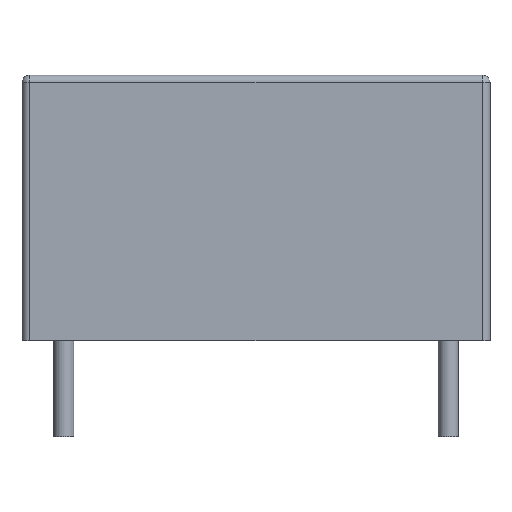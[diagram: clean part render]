
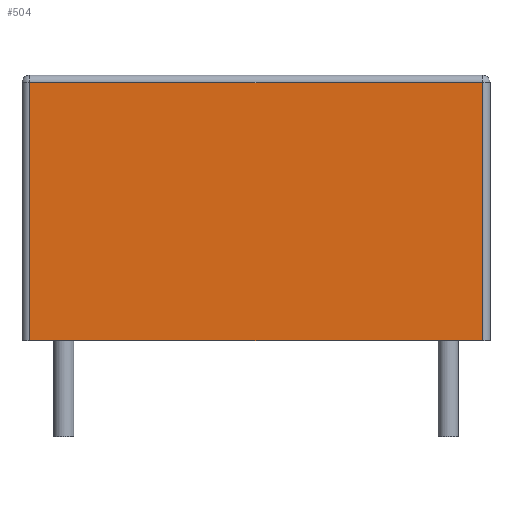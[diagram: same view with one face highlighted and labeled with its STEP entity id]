
A CAD part, front view. The second image highlights one B-rep face of the part: STEP entity #504.
In plain terms, the highlighted planar face has unit normal (0, -1, 0).
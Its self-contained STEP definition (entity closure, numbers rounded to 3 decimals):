
#116=CARTESIAN_POINT('',(8.95,-2.6,10.2));
#117=VERTEX_POINT('',#116);
#175=CARTESIAN_POINT('',(-8.95,-2.6,10.2));
#176=VERTEX_POINT('',#175);
#234=CARTESIAN_POINT('',(-8.95,-2.6,0.0));
#235=VERTEX_POINT('',#234);
#243=CARTESIAN_POINT('',(-8.95,-2.6,0.0));
#244=DIRECTION('',(0.0,0.0,1.0));
#245=VECTOR('',#244,10.2);
#246=LINE('',#243,#245);
#247=EDGE_CURVE('',#235,#176,#246,.T.);
#265=CARTESIAN_POINT('',(-8.95,-2.6,10.2));
#266=DIRECTION('',(1.0,0.0,0.0));
#267=VECTOR('',#266,17.9);
#268=LINE('',#265,#267);
#269=EDGE_CURVE('',#176,#117,#268,.T.);
#340=CARTESIAN_POINT('',(8.95,-2.6,0.0));
#341=VERTEX_POINT('',#340);
#358=CARTESIAN_POINT('',(8.95,-2.6,10.2));
#359=DIRECTION('',(0.0,0.0,-1.0));
#360=VECTOR('',#359,10.2);
#361=LINE('',#358,#360);
#362=EDGE_CURVE('',#117,#341,#361,.T.);
#465=CARTESIAN_POINT('',(8.95,-2.6,0.0));
#466=DIRECTION('',(-1.0,0.0,0.0));
#467=VECTOR('',#466,17.9);
#468=LINE('',#465,#467);
#469=EDGE_CURVE('',#341,#235,#468,.T.);
#493=CARTESIAN_POINT('',(9.25,-2.6,0.0));
#494=DIRECTION('',(0.0,-1.0,0.0));
#495=DIRECTION('',(0.0,0.0,-1.0));
#496=AXIS2_PLACEMENT_3D('',#493,#494,#495);
#497=PLANE('',#496);
#498=ORIENTED_EDGE('',*,*,#247,.F.);
#499=ORIENTED_EDGE('',*,*,#469,.F.);
#500=ORIENTED_EDGE('',*,*,#362,.F.);
#501=ORIENTED_EDGE('',*,*,#269,.F.);
#502=EDGE_LOOP('',(#498,#499,#500,#501));
#503=FACE_OUTER_BOUND('',#502,.T.);
#504=ADVANCED_FACE('',(#503),#497,.T.);
